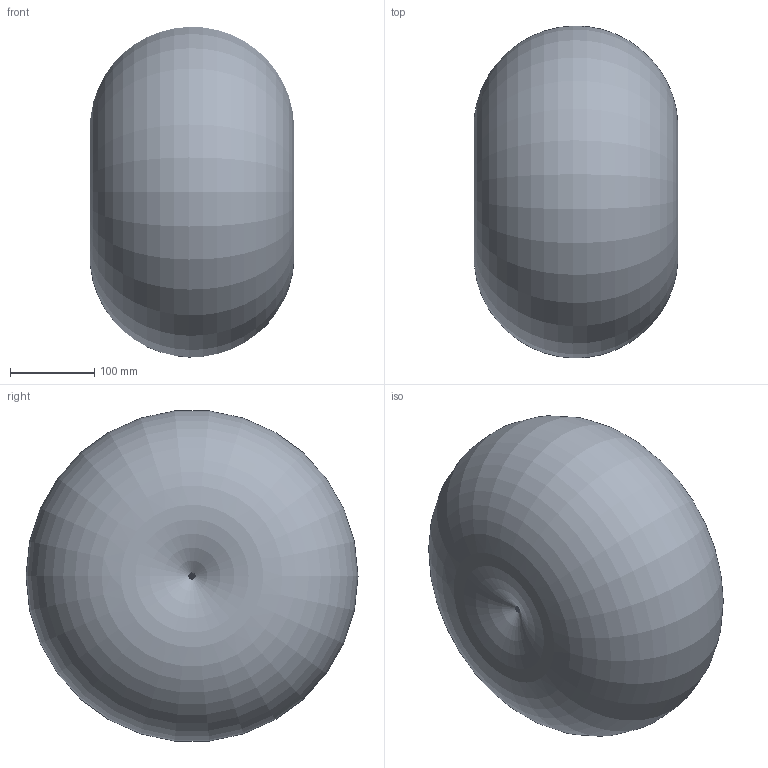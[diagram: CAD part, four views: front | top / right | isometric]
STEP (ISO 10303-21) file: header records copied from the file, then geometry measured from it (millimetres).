
FILE_DESCRIPTION(/* description */ ('Alibre Inc.'),/* implementation_level */ '2;1');
FILE_NAME(/* name */ 'export-AB143282-A041-469A-9E0E-CB61073813F2',/* time_stamp */ '2020-05-19T10:26:55-07:00',/* author */ (''),/* organization */ (''),/* preprocessor_version */ 'ST-DEVELOPER v17',/* originating_system */ 'Alibre',/* authorisation */ '');
FILE_SCHEMA (('CONFIG_CONTROL_DESIGN'));
Length unit declared in the file: inch
Bounding box: 242.11 x 394.14 x 391.98 mm (x, y, z)
Volume: 22272978.6 mm3; surface area: 518571.5 mm2
Topology: 16 solids, 16 shells, 255 faces, 661 edges, 419 vertices
Faces by surface type: cylinder 78, plane 78, torus 33, cone 28, bspline 22, sphere 16
Full cylindrical faces by diameter (mm): 4.134 x1, 4.137 x1, 5.8 x1, 8.5 x1, 31.75 x1, 50 x4, 51.016 x2, 62 x2, 64 x2, 76.912 x2, 80.35 x1
Entity records: 10491 total; most frequent: CARTESIAN_POINT 4400, ORIENTED_EDGE 1148, DIRECTION 948, EDGE_CURVE 574, AXIS2_PLACEMENT_3D 412, VERTEX_POINT 386, FACE_BOUND 292, EDGE_LOOP 283
